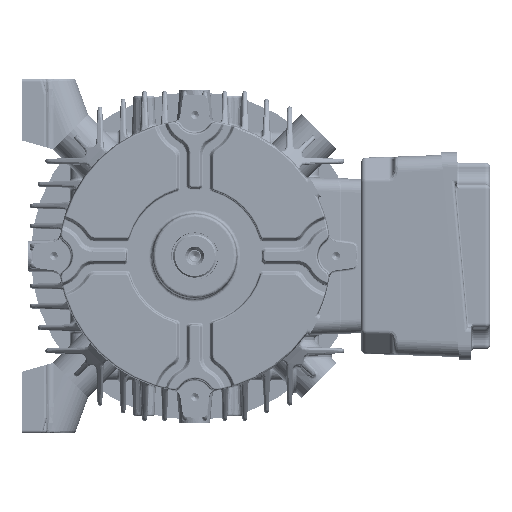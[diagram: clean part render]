
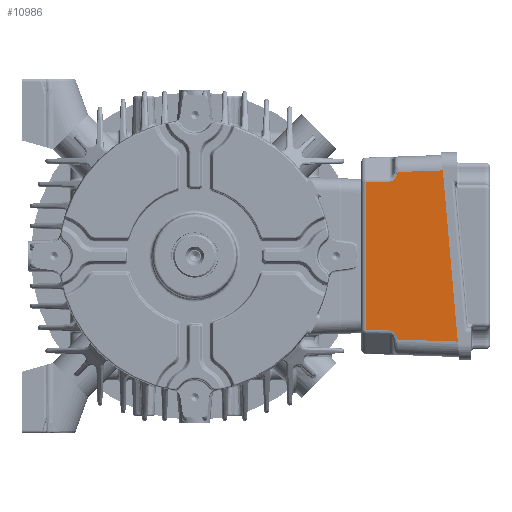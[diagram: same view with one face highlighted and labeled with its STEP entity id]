
A CAD part, left-side view. The second image highlights one B-rep face of the part: STEP entity #10986.
In plain terms, the highlighted planar face has unit normal (-0.999, 0.035, 0).
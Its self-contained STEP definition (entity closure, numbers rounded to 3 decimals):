
#10986 = ADVANCED_FACE( '', ( #24329 ), #24330, .T. );
#24329 = FACE_OUTER_BOUND( '', #112677, .T. );
#24330 = PLANE( '', #112678 );
#112677 = EDGE_LOOP( '', ( #194327, #194328, #194329, #194330, #194331, #194332, #194333, #194334 ) );
#112678 = AXIS2_PLACEMENT_3D( '', #194335, #194336, #194337 );
#194327 = ORIENTED_EDGE( '', *, *, #223353, .F. );
#194328 = ORIENTED_EDGE( '', *, *, #210922, .T. );
#194329 = ORIENTED_EDGE( '', *, *, #214975, .T. );
#194330 = ORIENTED_EDGE( '', *, *, #223354, .T. );
#194331 = ORIENTED_EDGE( '', *, *, #216334, .T. );
#194332 = ORIENTED_EDGE( '', *, *, #219167, .T. );
#194333 = ORIENTED_EDGE( '', *, *, #223355, .T. );
#194334 = ORIENTED_EDGE( '', *, *, #216158, .T. );
#194335 = CARTESIAN_POINT( '', ( -101.55, -159.998, 0. ) );
#194336 = DIRECTION( '', ( -0.999, 0.035, 0. ) );
#194337 = DIRECTION( '', ( -0.035, -0.999, 0. ) );
#210922 = EDGE_CURVE( '', #229400, #229406, #229408, .F. );
#214975 = EDGE_CURVE( '', #229406, #236227, #236229, .F. );
#216158 = EDGE_CURVE( '', #238041, #238038, #238042, .T. );
#216334 = EDGE_CURVE( '', #238304, #238309, #238311, .F. );
#219167 = EDGE_CURVE( '', #238309, #242424, #242425, .T. );
#223353 = EDGE_CURVE( '', #229400, #238038, #247917, .T. );
#223354 = EDGE_CURVE( '', #236227, #238304, #247918, .T. );
#223355 = EDGE_CURVE( '', #242424, #238041, #247919, .F. );
#229400 = VERTEX_POINT( '', #256306 );
#229406 = VERTEX_POINT( '', #256327 );
#229408 = LINE( '', #256344, #256345 );
#236227 = VERTEX_POINT( '', #283324 );
#236229 = ELLIPSE( '', #283326, 8.49, 6. );
#238038 = VERTEX_POINT( '', #290621 );
#238041 = VERTEX_POINT( '', #290624 );
#238042 = LINE( '', #290625, #290626 );
#238304 = VERTEX_POINT( '', #291892 );
#238309 = VERTEX_POINT( '', #291898 );
#238311 = LINE( '', #291900, #291901 );
#242424 = VERTEX_POINT( '', #308420 );
#242425 = LINE( '', #308421, #308422 );
#247917 = LINE( '', #328132, #328133 );
#247918 = LINE( '', #328134, #328135 );
#247919 = ELLIPSE( '', #328136, 8.49, 6. );
#256306 = CARTESIAN_POINT( '', ( -101.58, -160.872, 55.537 ) );
#256327 = CARTESIAN_POINT( '', ( -100.562, -131.713, 54.518 ) );
#256344 = CARTESIAN_POINT( '', ( -101.482, -158.065, 55.439 ) );
#256345 = VECTOR( '', #345797, 1000. );
#283324 = CARTESIAN_POINT( '', ( -100.366, -126.103, 48.299 ) );
#283326 = AXIS2_PLACEMENT_3D( '', #350978, #350979, #350980 );
#290621 = CARTESIAN_POINT( '', ( -101.92, -170.584, -55.476 ) );
#290624 = CARTESIAN_POINT( '', ( -100.559, -131.634, -54.115 ) );
#290625 = CARTESIAN_POINT( '', ( -101.483, -158.079, -55.039 ) );
#290626 = VECTOR( '', #352323, 1000. );
#291892 = CARTESIAN_POINT( '', ( -99.835, -110.894, 48.079 ) );
#291898 = CARTESIAN_POINT( '', ( -99.835, -110.894, -48.079 ) );
#291900 = CARTESIAN_POINT( '', ( -99.835, -110.894, 0. ) );
#291901 = VECTOR( '', #352519, 1000. );
#308420 = CARTESIAN_POINT( '', ( -100.366, -126.103, -48.299 ) );
#308421 = CARTESIAN_POINT( '', ( -101.525, -159.294, -48.779 ) );
#308422 = VECTOR( '', #355848, 1000. );
#328132 = CARTESIAN_POINT( '', ( -101.955, -171.601, -67.095 ) );
#328133 = VECTOR( '', #360808, 1000. );
#328134 = CARTESIAN_POINT( '', ( -101.525, -159.294, 48.779 ) );
#328135 = VECTOR( '', #360809, 1000. );
#328136 = AXIS2_PLACEMENT_3D( '', #360810, #360811, #360812 );
#345797 = DIRECTION( '', ( -0.035, -0.999, 0.035 ) );
#350978 = CARTESIAN_POINT( '', ( -100.359, -125.894, 56.786 ) );
#350979 = DIRECTION( '', ( -0.999, 0.035, 0. ) );
#350980 = DIRECTION( '', ( -0.001, -0.035, -0.999 ) );
#352323 = DIRECTION( '', ( -0.035, -0.999, -0.035 ) );
#352519 = DIRECTION( '', ( 0., 0., 1. ) );
#355848 = DIRECTION( '', ( -0.035, -0.999, -0.014 ) );
#360808 = DIRECTION( '', ( -0.003, -0.087, -0.996 ) );
#360809 = DIRECTION( '', ( 0.035, 0.999, -0.014 ) );
#360810 = CARTESIAN_POINT( '', ( -100.359, -125.894, -56.786 ) );
#360811 = DIRECTION( '', ( -0.999, 0.035, 0. ) );
#360812 = DIRECTION( '', ( 0.001, 0.035, -0.999 ) );
